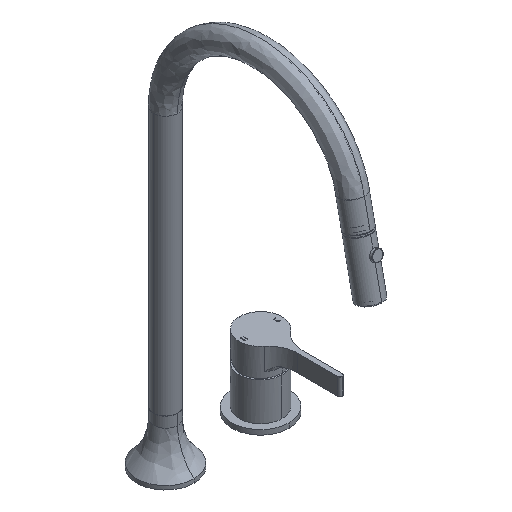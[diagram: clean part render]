
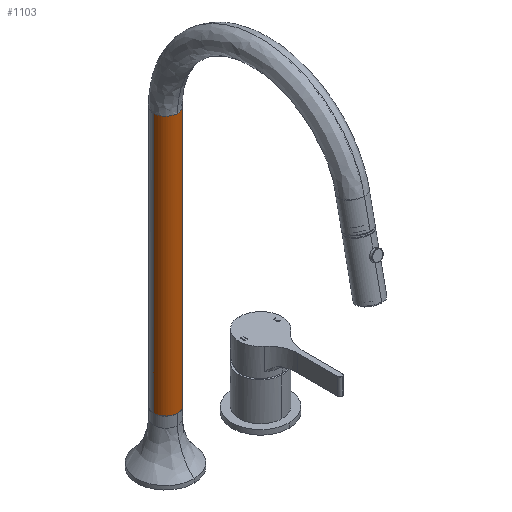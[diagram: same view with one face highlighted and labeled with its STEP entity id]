
A CAD part, isometric view. The second image highlights one B-rep face of the part: STEP entity #1103.
In plain terms, the highlighted cylindrical face has radius 12.7 mm (diameter 25.4 mm), a partial arc.
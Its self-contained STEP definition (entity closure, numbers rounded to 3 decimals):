
#1103=ADVANCED_FACE('',(#2063),#15462,.T.);
#2063=FACE_OUTER_BOUND('',#3147,.T.);
#3147=EDGE_LOOP('',(#7035,#7036,#7037,#7038,#7039));
#7035=ORIENTED_EDGE('',*,*,#10016,.F.);
#7036=ORIENTED_EDGE('',*,*,#10035,.T.);
#7037=ORIENTED_EDGE('',*,*,#10018,.F.);
#7038=ORIENTED_EDGE('',*,*,#10008,.F.);
#7039=ORIENTED_EDGE('',*,*,#10034,.F.);
#10008=EDGE_CURVE('',#14205,#14201,#12775,.T.);
#10016=EDGE_CURVE('',#14212,#14213,#11985,.T.);
#10018=EDGE_CURVE('',#14201,#14211,#11986,.T.);
#10034=EDGE_CURVE('',#14213,#14205,#12791,.T.);
#10035=EDGE_CURVE('',#14212,#14211,#12792,.T.);
#11985=B_SPLINE_CURVE_WITH_KNOTS('',1,(#27903,#27904),.UNSPECIFIED.,.F.,
 .F.,(2,2),(0.,272.912),.UNSPECIFIED.);
#11986=B_SPLINE_CURVE_WITH_KNOTS('',1,(#27908,#27909),.UNSPECIFIED.,.F.,
 .F.,(2,2),(0.,272.912),.UNSPECIFIED.);
#12775=(
BOUNDED_CURVE()
B_SPLINE_CURVE(2,(#27869,#27870,#27871),.UNSPECIFIED.,.F.,.F.)
B_SPLINE_CURVE_WITH_KNOTS((3,3),(0.,19.949),.UNSPECIFIED.)
CURVE()
GEOMETRIC_REPRESENTATION_ITEM()
RATIONAL_B_SPLINE_CURVE((1.,0.707,1.))
REPRESENTATION_ITEM('')
);
#12791=(
BOUNDED_CURVE()
B_SPLINE_CURVE(2,(#27959,#27960,#27961),.UNSPECIFIED.,.F.,.F.)
B_SPLINE_CURVE_WITH_KNOTS((3,3),(0.,19.949),.UNSPECIFIED.)
CURVE()
GEOMETRIC_REPRESENTATION_ITEM()
RATIONAL_B_SPLINE_CURVE((1.,0.707,1.))
REPRESENTATION_ITEM('')
);
#12792=(
BOUNDED_CURVE()
B_SPLINE_CURVE(2,(#27962,#27963,#27964,#27965,#27966),.UNSPECIFIED.,.F.,
 .F.)
B_SPLINE_CURVE_WITH_KNOTS((3,2,3),(0.,19.949,39.898),
 .UNSPECIFIED.)
CURVE()
GEOMETRIC_REPRESENTATION_ITEM()
RATIONAL_B_SPLINE_CURVE((1.,0.707,1.,0.707,1.))
REPRESENTATION_ITEM('')
);
#14201=VERTEX_POINT('',#27834);
#14205=VERTEX_POINT('',#27838);
#14211=VERTEX_POINT('',#27844);
#14212=VERTEX_POINT('',#27845);
#14213=VERTEX_POINT('',#27846);
#15462=CYLINDRICAL_SURFACE('',#16281,12.7);
#16281=AXIS2_PLACEMENT_3D('',#27729,#17168,$);
#17168=DIRECTION('',(0.,1.,0.));
#27729=CARTESIAN_POINT('',(0.,43.656,0.));
#27834=CARTESIAN_POINT('',(-12.7,180.112,0.));
#27838=CARTESIAN_POINT('',(0.,180.112,-12.7));
#27844=CARTESIAN_POINT('',(-12.7,-92.8,0.));
#27845=CARTESIAN_POINT('',(12.7,-92.8,0.));
#27846=CARTESIAN_POINT('',(12.7,180.112,0.));
#27869=CARTESIAN_POINT('',(0.,180.112,-12.7));
#27870=CARTESIAN_POINT('',(-12.7,180.112,-12.7));
#27871=CARTESIAN_POINT('',(-12.7,180.112,0.));
#27903=CARTESIAN_POINT('',(12.7,-92.8,0.));
#27904=CARTESIAN_POINT('',(12.7,180.112,0.));
#27908=CARTESIAN_POINT('',(-12.7,180.112,0.));
#27909=CARTESIAN_POINT('',(-12.7,-92.8,0.));
#27959=CARTESIAN_POINT('',(12.7,180.112,0.));
#27960=CARTESIAN_POINT('',(12.7,180.112,-12.7));
#27961=CARTESIAN_POINT('',(0.,180.112,-12.7));
#27962=CARTESIAN_POINT('',(12.7,-92.8,0.));
#27963=CARTESIAN_POINT('',(12.7,-92.8,-12.7));
#27964=CARTESIAN_POINT('',(0.,-92.8,-12.7));
#27965=CARTESIAN_POINT('',(-12.7,-92.8,-12.7));
#27966=CARTESIAN_POINT('',(-12.7,-92.8,0.));
